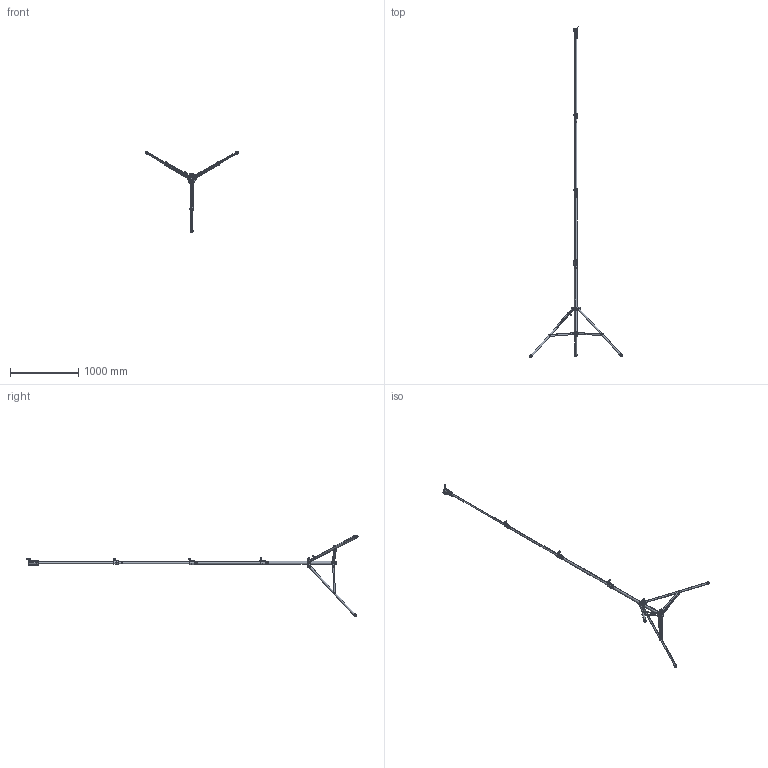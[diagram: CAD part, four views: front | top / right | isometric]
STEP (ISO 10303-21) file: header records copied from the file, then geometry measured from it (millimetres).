
FILE_DESCRIPTION (( 'STEP AP203' ), '1' );
FILE_NAME ('G204601.STEP', '2018-10-01T09:58:38', ( '' ), ( '' ), 'SwSTEP 2.0', 'SolidWorks 2016', '' );
FILE_SCHEMA (( 'CONFIG_CONTROL_DESIGN' ));
Length unit declared in the file: millimetre
Products named in the file (69): G2060_G206001; TH1464_TH2453; TH1509_TH2513; TH1511_TH1644; TH1510_TH2471; Spring Pin Slotted_HD_Doughty Fastners_Spring Pin ISO 8752 - 6 x 32St; TH1468_TH2552; TH1449_TH2511; S0201; TH1450_TH2510; TH864; TH2164; F770; Binx Nut_M8 BLK; Spring Pin Slotted_HD_Doughty Fastners_Spring Pin ISO 8752 - 6 x 50St; S0104; TH2045; S0541; TH2357; TH1512; Doughty Knob_S0140; TH2028_TH2028; TH085; TH2029_TH2029; Doughty Knob_S0142; TH1483; TH1478; TH3549; F628; Doughty Knob_S0129; S0200; F772; TH1463_TH2454; Spring Pin Slotted_HD_Doughty Fastners_Spring Pin ISO 8752 - 6 x 40St; TH1448; Plain Washer Form B_Doughty Fastners - Black_Bright washer BS 4320 - M10 (Form B); S0105; TH1479; G204601; G2000 LABEL ...
Assembly tree (137 placements, depth 4):
  G204601
    TH1465_TH2452
      TH1448
      Spring Pin Slotted_HD_Doughty Fastners_Spring Pin ISO 8752 - 6 x 50St
    TH1537_TH2476
      TH097
      F629
    TH1538_TH2477
      TH096
      F629
    S0106
    S0201
    TH1510_TH2471
    TH1511_TH1644
    TH1509_TH2513
    TH1512
    TH1450_TH2510  x6
    F972  x6
    TH1449_TH2511  x2
    TH3549  x3
    TH2357  x2
    TH1534_TH2557
      TH079_TH2551
        TH2029_TH2029
      F629
    TH1464_TH2453
      TH1447
      Spring Pin Slotted_HD_Doughty Fastners_Spring Pin ISO 8752 - 6 x 40St
    TH1483  x2
    S0105
    S0200
    TH1468_TH2552
      TH1467_TH1467
        TH2028_TH2028
      F629
    TH1463_TH2454
      TH1446
      Spring Pin Slotted_HD_Doughty Fastners_Spring Pin ISO 8752 - 6 x 32St
    S0104
    TH085  x2
    TH2358_TH2455
    S0112
    S0199
    TH864
    TH1478
    TH1479
    TH1507_TH2553
      TH037_TH037
        TH2027_TH2027
      F629
      F770  x2
    G2060_G206001
      TH1535
        TH2045
      Doughty Knob_S0129
      S0541
        S0541-1
        S0541-2
      TH2164
      F772
Bounding box: 1361.54 x 4848.21 x 1189.27 mm (x, y, z)
Volume: 2520136.9 mm3; surface area: 2071847.7 mm2
Topology: 123 solids, 123 shells, 4021 faces, 9997 edges, 6292 vertices
Faces by surface type: plane 1409, cylinder 1349, cone 593, torus 337, bspline 283, sphere 50
Entity records: 97925 total; most frequent: CARTESIAN_POINT 37533, DIRECTION 10829, ORIENTED_EDGE 10638, EDGE_CURVE 5319, AXIS2_PLACEMENT_3D 4120, VERTEX_POINT 3351, VECTOR 2589, LINE 2589
